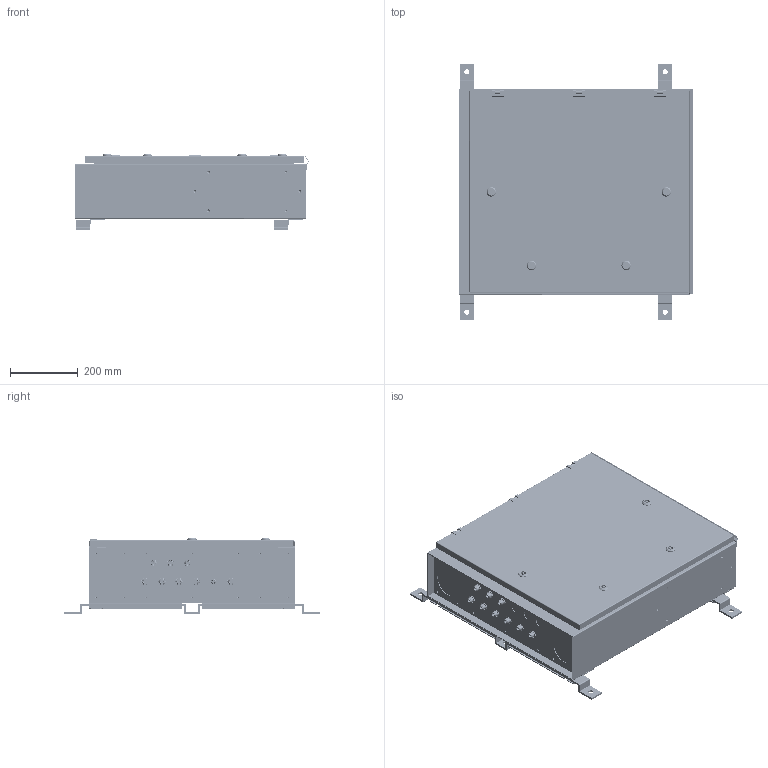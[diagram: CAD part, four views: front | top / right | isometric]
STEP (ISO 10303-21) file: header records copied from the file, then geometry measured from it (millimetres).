
FILE_DESCRIPTION (( 'STEP AP214' ), '1' );
FILE_NAME ('CHECKED_Boitier_Common.STEP', '2017-04-09T18:54:36', ( '' ), ( '' ), 'SwSTEP 2.0', 'SolidWorks 2015', '' );
FILE_SCHEMA (( 'AUTOMOTIVE_DESIGN' ));
Length unit declared in the file: inch
Products named in the file (64): CHECKED_D37207r1-VxxCxxxxxxBGP_EX_F; CHECKED_ENCLOSURE-CORPS; CHECKED_r191332000_F; CHECKED_WallMounts; CHECKED_AssemblageVERROUQUARTDETOUR_1; CHECKED_5801K800_EX_F_5801K8; CHECKED_PowerInputTerminals; CHECKED_SideChannelLeft; CHECKED_O_Ring-+-903771002_ _PDB_903771002_1; CHECKED_INSERTHM6X30BIN; CHECKED_DrehriegelgehSuse-+-029600000010_ _PDB_029600000010_1; CHECKED_ENCLOSURE-EQUERRE; CHECKED_Vents_Seal; CHECKED_FHSM5X15_PEM FHS-M5-15 ---N; CHECKED_Sechskantschraube-+-0.29.6000.00.003.0_ _PDB_0.29.6000.0.003.0_1; CHECKED_120mmFAN_VICOR; CHECKED_ENCLOSURE-CASQUETTE; CHECKED_0_29_6000_0_1; CHECKED_Assemblage-CORPS-ENCLOSURE; CHECKED_HeatPlate_F; CHECKED_WallMounting; CHECKED_ENCLOSURE-RETOUR-SOCLE; CHECKED_Boitier_Common_2mm; CHECKED_7030024_PART_FAN STANDARD 120_F; CHECKED_ENCLOSURE-PORTE; CHECKED_Schlosseinsatz-+-024100500010_ _PDB_0.24.1005.0.001.0_1; CHECKED_InTermPCB; CHECKED_Assemblage-ENCLOSURE-OMEGA; CHECKED_Vents_F_1; CHECKED_N Types; CHECKED_ENCLOSURE-OMEGA-PORTE; CHECKED_94238A101_F_94238A101; CHECKED_ENCLOSURE-OMEGA-CORPS; CHECKED_dirak_212-9712_d2iej04vlz8i2qitidpe4nzpu_2_1; CHECKED_DVicorMicroSetup_EX_F; CHECKED_Sechskantmutter-+-0.29.6000.000.2.0_ _PDB_0.29.6000.0.002.0_1; CHECKED_VentClose; CHECKED_ForcedCooling; CHECKED_ENCLOSURE-SOCLE; CHECKED_Boitier_BRESTO ...
Assembly tree (161 placements, depth 7):
  CHECKED_Boitier_Common
    CHECKED_Boitier_Common_2mm
      CHECKED_VentClose  x2
        CHECKED_ecrou_01i040ahb030x_3
        CHECKED_Vents_F_1
        CHECKED_CLS-M4-0-PennEngineering-01-13-2017_F
      CHECKED_Boitier_BRESTO
        CHECKED_BRESTO_Assemblage-PORTE-OMEGA
          CHECKED_AssemblageVERROUQUARTDETOUR_1  x4
            CHECKED_02411050_1
              CHECKED_Federscheibe-+-024100100030_ _PDB_0.24.1001.0.003.0_1
              CHECKED_Au¯endichtung-+-0.26.0101.0.001.0_ _PDB_0.26.0101.0.001.0_1
              CHECKED_Schlosseinsatz-+-024100500010_ _PDB_0.24.1005.0.001.0_1
              CHECKED_O_Ring-+-903771002_ _PDB_903771002_1
            CHECKED_0_29_6000_0_1
              CHECKED_DrehriegelgehSuse-+-029600000010_ _PDB_029600000010_1
              CHECKED_Sechskantmutter-+-0.29.6000.000.2.0_ _PDB_0.29.6000.0.002.0_1
              CHECKED_Sechskantschraube-+-0.29.6000.00.003.0_ _PDB_0.29.6000.0.003.0_1
            CHECKED_02405480 came28
          CHECKED_dirak_85-7-2245  x3
            CHECKED_dirak_212-9712_d2iej04vlz8i2qitidpe4nzpu_1_1
            CHECKED_dirak_212-9712_d2iej04vlz8i2qitidpe4nzpu_2_1
            CHECKED_dirak_212-9712_d2iej04vlz8i2qitidpe4nzpu_3_1
          CHECKED_Assemblage-ENCLOSURE-OMEGA
            CHECKED_INSERTHM6X30IN  x6
            CHECKED_ENCLOSURE-OMEGA-PORTE
          CHECKED_ENCLOSURE-PORTE
        CHECKED_Assemblage-CORPS-ENCLOSURE
          CHECKED_ENCLOSURE-CASQUETTE
          CHECKED_ENCLOSURE-CORPS
            CHECKED_FHSM5X15_PEM FHS-M5-15 ---N  x11
            CHECKED_INSERTHM6X30BIN  x6
            CHECKED_ENCLOSURE-CORPS
          CHECKED_Assemblage-ENCLOSURE-OMEGA-CORPS  x2
            CHECKED_INSERTHM6X30IN
            CHECKED_ENCLOSURE-OMEGA-CORPS
          CHECKED_ENCLOSURE-BARRE-MONTAGE  x2
          CHECKED_ENCLOSURE-RETOUR-SOCLE
        CHECKED_ENCLOSURE-SOCLE
        CHECKED_FHSM5X15_PEM FHS-M5-15 ---N  x2
        CHECKED_ENCLOSURE-EQUERRE  x2
      CHECKED_VICORS_EX_F
        CHECKED_DVicorMicroSetup_EX_F  x4
          CHECKED_D37207r1-VxxCxxxxxxBGP_EX_F
          CHECKED_DVicorMicroHoleTemplatePCB_EX_F
          socket head cap screw_ai_HX-SHCS 0.138-32x0.875x0.875-N
          flat washer type b narrow_ai_Narrow FW 0.138
          lock washer spring regular_ai_Regular LW 0.138
          socket head cap screw_ai_HX-SHCS 0.138-32x0.75x0.75-N
          CHECKED_D30141r1_EX_F
        CHECKED_94238A101_F_94238A101  x5
        CHECKED_PowerInputTerminals
          CHECKED_InTermPCB
          socket head cap screw_ai_HX-SHCS 0.138-32x0.75x0.75-N  x4
        CHECKED_HeatPlate_F
      CHECKED_ForcedCooling
        CHECKED_120mmFAN_VICOR  x2
          CHECKED_7030024_PART_FAN STANDARD 120_F
          CHECKED_5801K800_EX_F_5801K8
      CHECKED_SideChannelLeft
Bounding box: 693.39 x 760 x 223 mm (x, y, z)
Volume: 5222395.3 mm3; surface area: 4687267 mm2
Topology: 262 solids, 346 shells, 12767 faces, 33410 edges, 21331 vertices
Faces by surface type: plane 6682, cylinder 2954, cone 1656, bspline 1214, torus 250, sphere 11
Full cylindrical faces by diameter (mm): 1.35 x9, 2 x3, 2.032 x28, 2.7 x4, 2.705 x44, 3 x6, 3.242 x40, 3.251 x24, 3.5 x48, 3.505 x44, 3.556 x28, 3.962 x24, 4.08 x9, 4.1 x9, 4.5 x16, 4.61 x9, 4.674 x24, 4.918 x15, 5 x87, 5.22 x5, 5.25 x8, 5.35 x9, 5.38 x12, 5.387 x20, 5.4 x9, 5.5 x18, 5.74 x44, 5.955 x13, 6 x55, 6.26 x9
Entity records: 139783 total; most frequent: CARTESIAN_POINT 43849, ORIENTED_EDGE 16118, DIRECTION 14607, EDGE_CURVE 8070, VERTEX_POINT 5328, AXIS2_PLACEMENT_3D 5045, VECTOR 4517, LINE 4517
